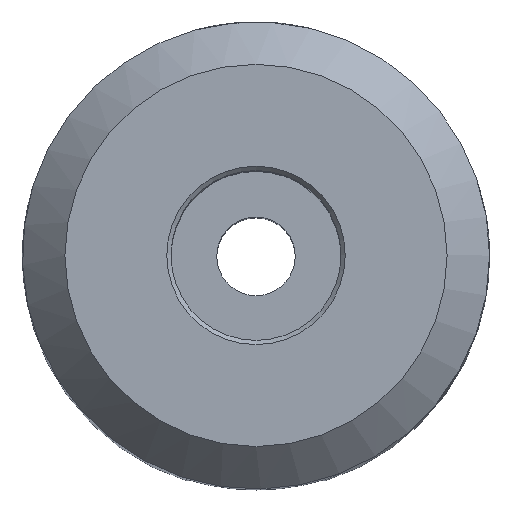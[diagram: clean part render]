
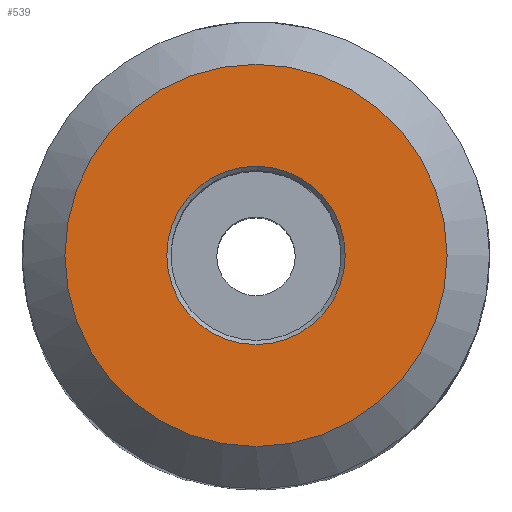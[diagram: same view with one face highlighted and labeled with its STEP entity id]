
A CAD part, top view. The second image highlights one B-rep face of the part: STEP entity #539.
In plain terms, the highlighted planar face has unit normal (0, 0, 1).
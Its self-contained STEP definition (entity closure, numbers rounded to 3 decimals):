
#55 = DIRECTION ( 'NONE',  ( 1., 0., 0. ) ) ;
#91 = EDGE_LOOP ( 'NONE', ( #677 ) ) ;
#113 = DIRECTION ( 'NONE',  ( 1., 0., 0. ) ) ;
#117 = EDGE_CURVE ( 'NONE', #982, #982, #653, .T. ) ;
#131 = DIRECTION ( 'NONE',  ( 0., 0., 1. ) ) ;
#144 = PLANE ( 'NONE',  #1017 ) ;
#214 = DIRECTION ( 'NONE',  ( 0., 0., -1. ) ) ;
#383 = AXIS2_PLACEMENT_3D ( 'NONE', #1045, #877, #113 ) ;
#385 = VERTEX_POINT ( 'NONE', #644 ) ;
#467 = CARTESIAN_POINT ( 'NONE',  ( 9., 0., 65. ) ) ;
#470 = DIRECTION ( 'NONE',  ( 1., 0., 0. ) ) ;
#539 = ADVANCED_FACE ( 'NONE', ( #905, #554 ), #144, .T. ) ;
#554 = FACE_OUTER_BOUND ( 'NONE', #1039, .T. ) ;
#644 = CARTESIAN_POINT ( 'NONE',  ( 4.2, 0., 65. ) ) ;
#648 = EDGE_CURVE ( 'NONE', #385, #385, #862, .T. ) ;
#653 = CIRCLE ( 'NONE', #383, 9. ) ;
#677 = ORIENTED_EDGE ( 'NONE', *, *, #648, .T. ) ;
#828 = CARTESIAN_POINT ( 'NONE',  ( 0., 0., 65. ) ) ;
#862 = CIRCLE ( 'NONE', #1002, 4.2 ) ;
#877 = DIRECTION ( 'NONE',  ( 0., 0., 1. ) ) ;
#905 = FACE_BOUND ( 'NONE', #91, .T. ) ;
#982 = VERTEX_POINT ( 'NONE', #467 ) ;
#995 = CARTESIAN_POINT ( 'NONE',  ( 0., 0., 65. ) ) ;
#1002 = AXIS2_PLACEMENT_3D ( 'NONE', #995, #214, #470 ) ;
#1016 = ORIENTED_EDGE ( 'NONE', *, *, #117, .T. ) ;
#1017 = AXIS2_PLACEMENT_3D ( 'NONE', #828, #131, #55 ) ;
#1039 = EDGE_LOOP ( 'NONE', ( #1016 ) ) ;
#1045 = CARTESIAN_POINT ( 'NONE',  ( 0., 0., 65. ) ) ;
